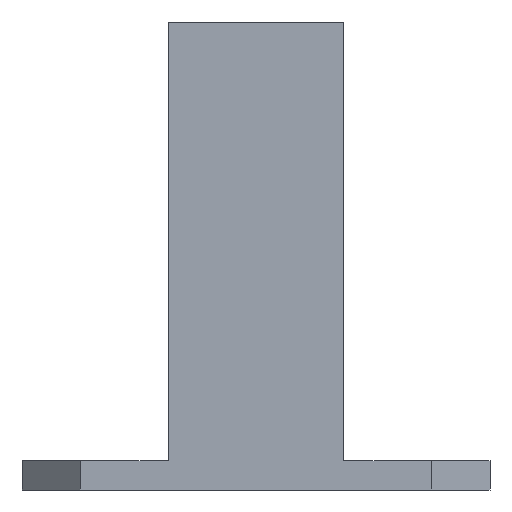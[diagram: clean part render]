
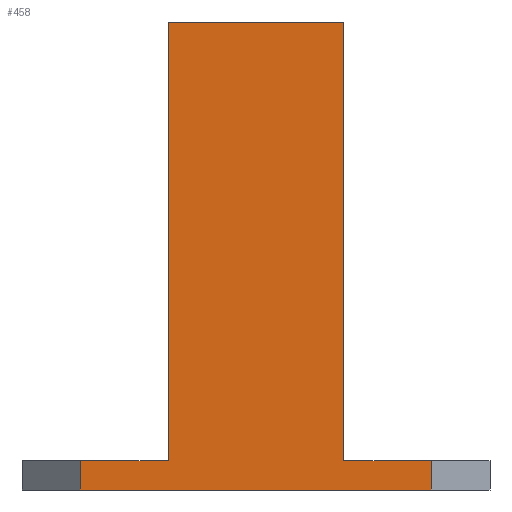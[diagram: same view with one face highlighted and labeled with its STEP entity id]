
A CAD part, left-side view. The second image highlights one B-rep face of the part: STEP entity #458.
In plain terms, the highlighted planar face has unit normal (-1, 0, 0).
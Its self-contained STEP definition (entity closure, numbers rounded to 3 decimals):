
#458 = ADVANCED_FACE( '', ( #2531 ), #2532, .F. );
#2531 = FACE_OUTER_BOUND( '', #5510, .T. );
#2532 = PLANE( '', #5511 );
#5510 = EDGE_LOOP( '', ( #9797, #9798, #9799, #9800, #9801, #9802, #9803, #9804 ) );
#5511 = AXIS2_PLACEMENT_3D( '', #9805, #9806, #9807 );
#9797 = ORIENTED_EDGE( '', *, *, #13418, .F. );
#9798 = ORIENTED_EDGE( '', *, *, #12452, .T. );
#9799 = ORIENTED_EDGE( '', *, *, #13410, .T. );
#9800 = ORIENTED_EDGE( '', *, *, #12131, .T. );
#9801 = ORIENTED_EDGE( '', *, *, #13417, .F. );
#9802 = ORIENTED_EDGE( '', *, *, #13392, .F. );
#9803 = ORIENTED_EDGE( '', *, *, #13266, .F. );
#9804 = ORIENTED_EDGE( '', *, *, #13246, .T. );
#9805 = CARTESIAN_POINT( '', ( -400., 400., 50. ) );
#9806 = DIRECTION( '', ( 1., 0., 0. ) );
#9807 = DIRECTION( '', ( 0., 1., 0. ) );
#12131 = EDGE_CURVE( '', #13693, #13690, #13694, .T. );
#12452 = EDGE_CURVE( '', #14295, #14299, #14301, .T. );
#13246 = EDGE_CURVE( '', #15660, #15661, #15662, .T. );
#13266 = EDGE_CURVE( '', #15660, #15699, #15700, .T. );
#13392 = EDGE_CURVE( '', #15699, #15950, #15951, .T. );
#13410 = EDGE_CURVE( '', #14299, #13693, #15983, .T. );
#13417 = EDGE_CURVE( '', #15950, #13690, #15990, .T. );
#13418 = EDGE_CURVE( '', #14295, #15661, #15991, .T. );
#13690 = VERTEX_POINT( '', #16328 );
#13693 = VERTEX_POINT( '', #16332 );
#13694 = LINE( '', #16333, #16334 );
#14295 = VERTEX_POINT( '', #19297 );
#14299 = VERTEX_POINT( '', #19303 );
#14301 = LINE( '', #19306, #19307 );
#15660 = VERTEX_POINT( '', #22290 );
#15661 = VERTEX_POINT( '', #22291 );
#15662 = LINE( '', #22292, #22293 );
#15699 = VERTEX_POINT( '', #22340 );
#15700 = LINE( '', #22341, #22342 );
#15950 = VERTEX_POINT( '', #22595 );
#15951 = LINE( '', #22596, #22597 );
#15983 = LINE( '', #22639, #22640 );
#15990 = LINE( '', #22653, #22654 );
#15991 = LINE( '', #22655, #22656 );
#16328 = CARTESIAN_POINT( '', ( -400., -300., 50. ) );
#16332 = CARTESIAN_POINT( '', ( -400., -300., 0. ) );
#16333 = CARTESIAN_POINT( '', ( -400., -300., 50. ) );
#16334 = VECTOR( '', #23289, 1000. );
#19297 = CARTESIAN_POINT( '', ( -400., 300., 50. ) );
#19303 = CARTESIAN_POINT( '', ( -400., 300., 0. ) );
#19306 = CARTESIAN_POINT( '', ( -400., 300., 50. ) );
#19307 = VECTOR( '', #23890, 1000. );
#22290 = CARTESIAN_POINT( '', ( -400., 150., 800. ) );
#22291 = CARTESIAN_POINT( '', ( -400., 150., 50. ) );
#22292 = CARTESIAN_POINT( '', ( -400., 150., 800. ) );
#22293 = VECTOR( '', #25773, 1000. );
#22340 = CARTESIAN_POINT( '', ( -400., -150., 800. ) );
#22341 = CARTESIAN_POINT( '', ( -400., 150., 800. ) );
#22342 = VECTOR( '', #25811, 1000. );
#22595 = CARTESIAN_POINT( '', ( -400., -150., 50. ) );
#22596 = CARTESIAN_POINT( '', ( -400., -150., 800. ) );
#22597 = VECTOR( '', #26181, 1000. );
#22639 = CARTESIAN_POINT( '', ( -400., 400., 0. ) );
#22640 = VECTOR( '', #26213, 1000. );
#22653 = CARTESIAN_POINT( '', ( -400., 400., 50. ) );
#22654 = VECTOR( '', #26220, 1000. );
#22655 = CARTESIAN_POINT( '', ( -400., 400., 50. ) );
#22656 = VECTOR( '', #26221, 1000. );
#23289 = DIRECTION( '', ( 0., 0., 1. ) );
#23890 = DIRECTION( '', ( 0., 0., -1. ) );
#25773 = DIRECTION( '', ( 0., 0., -1. ) );
#25811 = DIRECTION( '', ( 0., -1., 0. ) );
#26181 = DIRECTION( '', ( 0., 0., -1. ) );
#26213 = DIRECTION( '', ( 0., -1., 0. ) );
#26220 = DIRECTION( '', ( 0., -1., 0. ) );
#26221 = DIRECTION( '', ( 0., -1., 0. ) );
